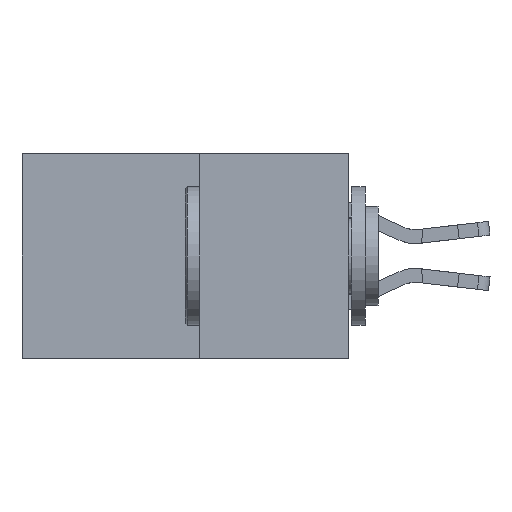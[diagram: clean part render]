
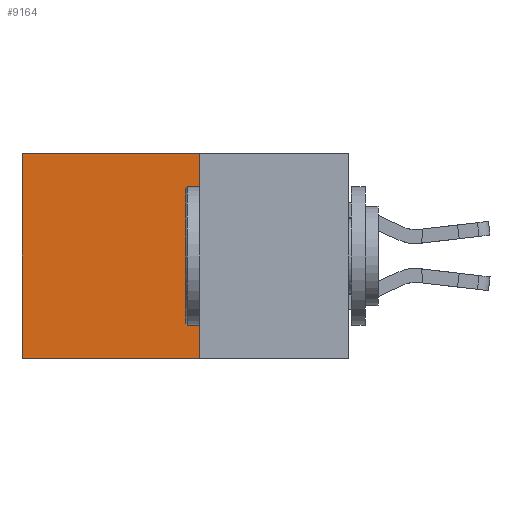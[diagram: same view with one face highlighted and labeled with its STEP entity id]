
A CAD part, left-side view. The second image highlights one B-rep face of the part: STEP entity #9164.
In plain terms, the highlighted planar face has unit normal (-1, 0, 0).
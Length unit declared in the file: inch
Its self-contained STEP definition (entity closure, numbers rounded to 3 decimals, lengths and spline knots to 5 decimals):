
#1069 = LINE ( 'NONE', #16150, #11452 ) ;
#1212 = VERTEX_POINT ( 'NONE', #9549 ) ;
#1682 = VECTOR ( 'NONE', #4285, 39.37008 ) ;
#2284 = VECTOR ( 'NONE', #7939, 39.37008 ) ;
#3162 = DIRECTION ( 'NONE',  ( 0., 0., -1. ) ) ;
#3207 = DIRECTION ( 'NONE',  ( 1., 0., 0. ) ) ;
#3248 = CARTESIAN_POINT ( 'NONE',  ( 0.277, 0.27, -0.37 ) ) ;
#3298 = PLANE ( 'NONE',  #4792 ) ;
#3655 = ORIENTED_EDGE ( 'NONE', *, *, #15954, .T. ) ;
#4239 = FACE_OUTER_BOUND ( 'NONE', #16290, .T. ) ;
#4285 = DIRECTION ( 'NONE',  ( 0., 1., 0. ) ) ;
#4346 = CARTESIAN_POINT ( 'NONE',  ( 0.277, 0.27, 0. ) ) ;
#4370 = CARTESIAN_POINT ( 'NONE',  ( 0.277, 0.59, -0.37 ) ) ;
#4792 = AXIS2_PLACEMENT_3D ( 'NONE', #3248, #3207, #3162 ) ;
#6230 = ORIENTED_EDGE ( 'NONE', *, *, #14836, .F. ) ;
#6596 = CARTESIAN_POINT ( 'NONE',  ( 0.277, 0.27, -0.37 ) ) ;
#6621 = CARTESIAN_POINT ( 'NONE',  ( 0.277, 0.59, -0.37 ) ) ;
#6961 = ORIENTED_EDGE ( 'NONE', *, *, #11065, .T. ) ;
#7815 = ORIENTED_EDGE ( 'NONE', *, *, #17044, .F. ) ;
#7939 = DIRECTION ( 'NONE',  ( 0., 1., 0. ) ) ;
#9035 = CARTESIAN_POINT ( 'NONE',  ( 0.277, 0.27, -0.37 ) ) ;
#9069 = VERTEX_POINT ( 'NONE', #4370 ) ;
#9164 = ADVANCED_FACE ( 'NONE', ( #4239 ), #3298, .F. ) ;
#9287 = DIRECTION ( 'NONE',  ( 0., 0., -1. ) ) ;
#9423 = LINE ( 'NONE', #6596, #2284 ) ;
#9549 = CARTESIAN_POINT ( 'NONE',  ( 0.277, 0.59, 0. ) ) ;
#9623 = VECTOR ( 'NONE', #9287, 39.37008 ) ;
#11065 = EDGE_CURVE ( 'NONE', #1212, #9069, #13278, .T. ) ;
#11452 = VECTOR ( 'NONE', #14753, 39.37008 ) ;
#12492 = LINE ( 'NONE', #4346, #1682 ) ;
#13278 = LINE ( 'NONE', #6621, #9623 ) ;
#13429 = CARTESIAN_POINT ( 'NONE',  ( 0.277, 0.27, 0. ) ) ;
#14685 = VERTEX_POINT ( 'NONE', #9035 ) ;
#14753 = DIRECTION ( 'NONE',  ( 0., 0., -1. ) ) ;
#14836 = EDGE_CURVE ( 'NONE', #15516, #14685, #1069, .T. ) ;
#15516 = VERTEX_POINT ( 'NONE', #13429 ) ;
#15954 = EDGE_CURVE ( 'NONE', #15516, #1212, #12492, .T. ) ;
#16150 = CARTESIAN_POINT ( 'NONE',  ( 0.277, 0.27, -0.37 ) ) ;
#16290 = EDGE_LOOP ( 'NONE', ( #6961, #7815, #6230, #3655 ) ) ;
#17044 = EDGE_CURVE ( 'NONE', #14685, #9069, #9423, .T. ) ;
